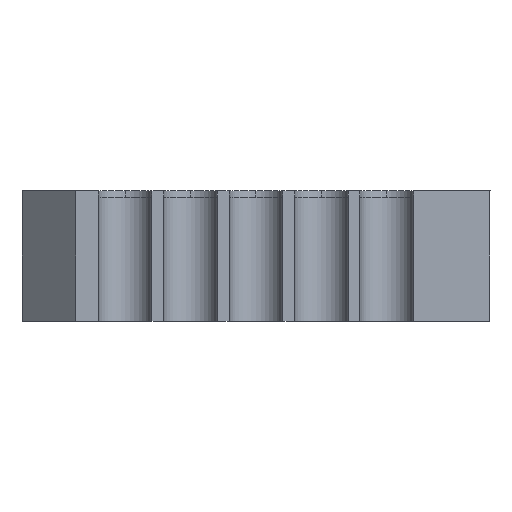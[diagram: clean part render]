
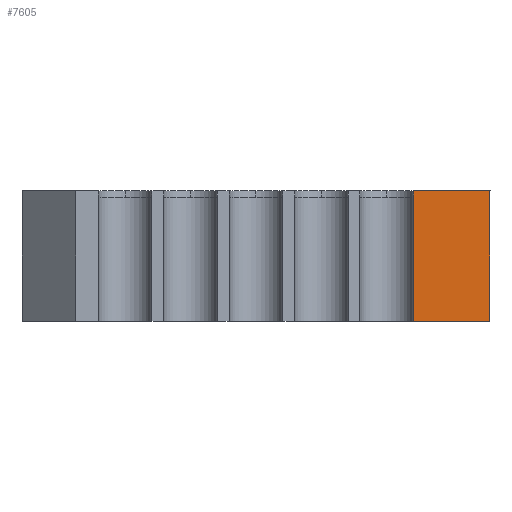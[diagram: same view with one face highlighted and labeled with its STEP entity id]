
A CAD part, left-side view. The second image highlights one B-rep face of the part: STEP entity #7605.
In plain terms, the highlighted planar face has unit normal (-1, 0, 0).
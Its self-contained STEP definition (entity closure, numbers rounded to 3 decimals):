
#7605 = ADVANCED_FACE('',(#7606),#7620,.F.);
#7606 = FACE_BOUND('',#7607,.F.);
#7607 = EDGE_LOOP('',(#7608,#7643,#7671,#7699,#7727));
#7608 = ORIENTED_EDGE('',*,*,#7609,.F.);
#7609 = EDGE_CURVE('',#7610,#7612,#7614,.T.);
#7610 = VERTEX_POINT('',#7611);
#7611 = CARTESIAN_POINT('',(0.,0.,2.54));
#7612 = VERTEX_POINT('',#7613);
#7613 = CARTESIAN_POINT('',(0.,1.485,2.54));
#7614 = SURFACE_CURVE('',#7615,(#7619,#7631),.PCURVE_S1.);
#7615 = LINE('',#7616,#7617);
#7616 = CARTESIAN_POINT('',(0.,0.,2.54));
#7617 = VECTOR('',#7618,1.);
#7618 = DIRECTION('',(0.,1.,0.));
#7619 = PCURVE('',#7620,#7625);
#7620 = PLANE('',#7621);
#7621 = AXIS2_PLACEMENT_3D('',#7622,#7623,#7624);
#7622 = CARTESIAN_POINT('',(0.,0.,0.));
#7623 = DIRECTION('',(1.,0.,0.));
#7624 = DIRECTION('',(0.,0.,1.));
#7625 = DEFINITIONAL_REPRESENTATION('',(#7626),#7630);
#7626 = LINE('',#7627,#7628);
#7627 = CARTESIAN_POINT('',(2.54,0.));
#7628 = VECTOR('',#7629,1.);
#7629 = DIRECTION('',(0.,-1.));
#7630 = ( GEOMETRIC_REPRESENTATION_CONTEXT(2) 
PARAMETRIC_REPRESENTATION_CONTEXT() REPRESENTATION_CONTEXT('2D SPACE',''
  ) );
#7631 = PCURVE('',#7632,#7637);
#7632 = PLANE('',#7633);
#7633 = AXIS2_PLACEMENT_3D('',#7634,#7635,#7636);
#7634 = CARTESIAN_POINT('',(0.,0.,2.54));
#7635 = DIRECTION('',(0.,0.,1.));
#7636 = DIRECTION('',(1.,0.,0.));
#7637 = DEFINITIONAL_REPRESENTATION('',(#7638),#7642);
#7638 = LINE('',#7639,#7640);
#7639 = CARTESIAN_POINT('',(0.,0.));
#7640 = VECTOR('',#7641,1.);
#7641 = DIRECTION('',(0.,1.));
#7642 = ( GEOMETRIC_REPRESENTATION_CONTEXT(2) 
PARAMETRIC_REPRESENTATION_CONTEXT() REPRESENTATION_CONTEXT('2D SPACE',''
  ) );
#7643 = ORIENTED_EDGE('',*,*,#7644,.F.);
#7644 = EDGE_CURVE('',#7645,#7610,#7647,.T.);
#7645 = VERTEX_POINT('',#7646);
#7646 = CARTESIAN_POINT('',(0.,0.,0.));
#7647 = SURFACE_CURVE('',#7648,(#7652,#7659),.PCURVE_S1.);
#7648 = LINE('',#7649,#7650);
#7649 = CARTESIAN_POINT('',(0.,0.,0.));
#7650 = VECTOR('',#7651,1.);
#7651 = DIRECTION('',(0.,0.,1.));
#7652 = PCURVE('',#7620,#7653);
#7653 = DEFINITIONAL_REPRESENTATION('',(#7654),#7658);
#7654 = LINE('',#7655,#7656);
#7655 = CARTESIAN_POINT('',(0.,0.));
#7656 = VECTOR('',#7657,1.);
#7657 = DIRECTION('',(1.,0.));
#7658 = ( GEOMETRIC_REPRESENTATION_CONTEXT(2) 
PARAMETRIC_REPRESENTATION_CONTEXT() REPRESENTATION_CONTEXT('2D SPACE',''
  ) );
#7659 = PCURVE('',#7660,#7665);
#7660 = PLANE('',#7661);
#7661 = AXIS2_PLACEMENT_3D('',#7662,#7663,#7664);
#7662 = CARTESIAN_POINT('',(0.,0.,0.));
#7663 = DIRECTION('',(0.,1.,0.));
#7664 = DIRECTION('',(0.,0.,1.));
#7665 = DEFINITIONAL_REPRESENTATION('',(#7666),#7670);
#7666 = LINE('',#7667,#7668);
#7667 = CARTESIAN_POINT('',(0.,0.));
#7668 = VECTOR('',#7669,1.);
#7669 = DIRECTION('',(1.,0.));
#7670 = ( GEOMETRIC_REPRESENTATION_CONTEXT(2) 
PARAMETRIC_REPRESENTATION_CONTEXT() REPRESENTATION_CONTEXT('2D SPACE',''
  ) );
#7671 = ORIENTED_EDGE('',*,*,#7672,.T.);
#7672 = EDGE_CURVE('',#7645,#7673,#7675,.T.);
#7673 = VERTEX_POINT('',#7674);
#7674 = CARTESIAN_POINT('',(0.,1.485,0.));
#7675 = SURFACE_CURVE('',#7676,(#7680,#7687),.PCURVE_S1.);
#7676 = LINE('',#7677,#7678);
#7677 = CARTESIAN_POINT('',(0.,0.,0.));
#7678 = VECTOR('',#7679,1.);
#7679 = DIRECTION('',(0.,1.,0.));
#7680 = PCURVE('',#7620,#7681);
#7681 = DEFINITIONAL_REPRESENTATION('',(#7682),#7686);
#7682 = LINE('',#7683,#7684);
#7683 = CARTESIAN_POINT('',(0.,0.));
#7684 = VECTOR('',#7685,1.);
#7685 = DIRECTION('',(0.,-1.));
#7686 = ( GEOMETRIC_REPRESENTATION_CONTEXT(2) 
PARAMETRIC_REPRESENTATION_CONTEXT() REPRESENTATION_CONTEXT('2D SPACE',''
  ) );
#7687 = PCURVE('',#7688,#7693);
#7688 = PLANE('',#7689);
#7689 = AXIS2_PLACEMENT_3D('',#7690,#7691,#7692);
#7690 = CARTESIAN_POINT('',(0.,0.,0.));
#7691 = DIRECTION('',(0.,0.,1.));
#7692 = DIRECTION('',(1.,0.,0.));
#7693 = DEFINITIONAL_REPRESENTATION('',(#7694),#7698);
#7694 = LINE('',#7695,#7696);
#7695 = CARTESIAN_POINT('',(0.,0.));
#7696 = VECTOR('',#7697,1.);
#7697 = DIRECTION('',(0.,1.));
#7698 = ( GEOMETRIC_REPRESENTATION_CONTEXT(2) 
PARAMETRIC_REPRESENTATION_CONTEXT() REPRESENTATION_CONTEXT('2D SPACE',''
  ) );
#7699 = ORIENTED_EDGE('',*,*,#7700,.T.);
#7700 = EDGE_CURVE('',#7673,#7701,#7703,.T.);
#7701 = VERTEX_POINT('',#7702);
#7702 = CARTESIAN_POINT('',(0.,1.485,2.41));
#7703 = SURFACE_CURVE('',#7704,(#7708,#7715),.PCURVE_S1.);
#7704 = LINE('',#7705,#7706);
#7705 = CARTESIAN_POINT('',(0.,1.485,0.));
#7706 = VECTOR('',#7707,1.);
#7707 = DIRECTION('',(0.,0.,1.));
#7708 = PCURVE('',#7620,#7709);
#7709 = DEFINITIONAL_REPRESENTATION('',(#7710),#7714);
#7710 = LINE('',#7711,#7712);
#7711 = CARTESIAN_POINT('',(0.,-1.485));
#7712 = VECTOR('',#7713,1.);
#7713 = DIRECTION('',(1.,0.));
#7714 = ( GEOMETRIC_REPRESENTATION_CONTEXT(2) 
PARAMETRIC_REPRESENTATION_CONTEXT() REPRESENTATION_CONTEXT('2D SPACE',''
  ) );
#7715 = PCURVE('',#7716,#7721);
#7716 = PLANE('',#7717);
#7717 = AXIS2_PLACEMENT_3D('',#7718,#7719,#7720);
#7718 = CARTESIAN_POINT('',(1.39,1.485,0.));
#7719 = DIRECTION('',(0.,1.,0.));
#7720 = DIRECTION('',(0.,0.,1.));
#7721 = DEFINITIONAL_REPRESENTATION('',(#7722),#7726);
#7722 = LINE('',#7723,#7724);
#7723 = CARTESIAN_POINT('',(0.,-1.39));
#7724 = VECTOR('',#7725,1.);
#7725 = DIRECTION('',(1.,0.));
#7726 = ( GEOMETRIC_REPRESENTATION_CONTEXT(2) 
PARAMETRIC_REPRESENTATION_CONTEXT() REPRESENTATION_CONTEXT('2D SPACE',''
  ) );
#7727 = ORIENTED_EDGE('',*,*,#7728,.T.);
#7728 = EDGE_CURVE('',#7701,#7612,#7729,.T.);
#7729 = SURFACE_CURVE('',#7730,(#7734,#7740),.PCURVE_S1.);
#7730 = LINE('',#7731,#7732);
#7731 = CARTESIAN_POINT('',(0.,1.485,0.));
#7732 = VECTOR('',#7733,1.);
#7733 = DIRECTION('',(0.,0.,1.));
#7734 = PCURVE('',#7620,#7735);
#7735 = DEFINITIONAL_REPRESENTATION('',(#7736),#7739);
#7736 = B_SPLINE_CURVE_WITH_KNOTS('',1,(#7737,#7738),.UNSPECIFIED.,.F.,
  .F.,(2,2),(0.,2.54),.PIECEWISE_BEZIER_KNOTS.);
#7737 = CARTESIAN_POINT('',(0.,-1.485));
#7738 = CARTESIAN_POINT('',(2.54,-1.485));
#7739 = ( GEOMETRIC_REPRESENTATION_CONTEXT(2) 
PARAMETRIC_REPRESENTATION_CONTEXT() REPRESENTATION_CONTEXT('2D SPACE',''
  ) );
#7740 = PCURVE('',#7741,#7746);
#7741 = CYLINDRICAL_SURFACE('',#7742,0.52);
#7742 = AXIS2_PLACEMENT_3D('',#7743,#7744,#7745);
#7743 = CARTESIAN_POINT('',(0.,2.005,0.));
#7744 = DIRECTION('',(0.,0.,1.));
#7745 = DIRECTION('',(1.,0.,0.));
#7746 = DEFINITIONAL_REPRESENTATION('',(#7747),#7750);
#7747 = B_SPLINE_CURVE_WITH_KNOTS('',1,(#7748,#7749),.UNSPECIFIED.,.F.,
  .F.,(2,2),(0.,2.54),.PIECEWISE_BEZIER_KNOTS.);
#7748 = CARTESIAN_POINT('',(4.712,0.));
#7749 = CARTESIAN_POINT('',(4.712,2.54));
#7750 = ( GEOMETRIC_REPRESENTATION_CONTEXT(2) 
PARAMETRIC_REPRESENTATION_CONTEXT() REPRESENTATION_CONTEXT('2D SPACE',''
  ) );
